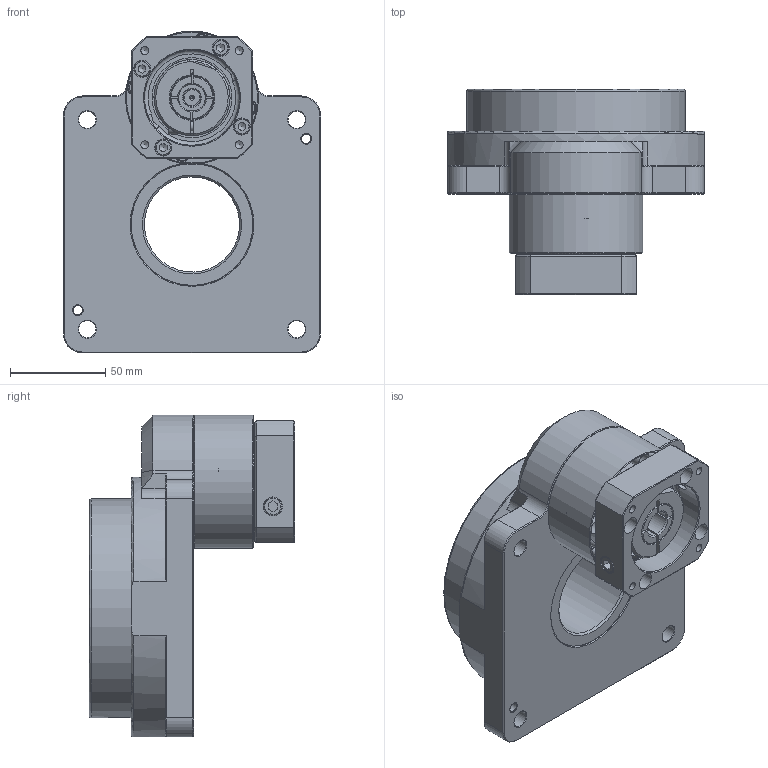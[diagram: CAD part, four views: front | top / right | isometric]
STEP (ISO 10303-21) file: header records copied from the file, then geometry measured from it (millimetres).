
FILE_DESCRIPTION((''),'2;1');
FILE_NAME('KGT-135B-1 (S14).stp','2016-10-19T13:16:37',('Young'),(''),'Autodesk Inventor 2012','Autodesk Inventor 2012','');
FILE_SCHEMA(('AUTOMOTIVE_DESIGN { 1 0 10303 214 1 1 1 1 }'));
Length unit declared in the file: millimetre
Products named in the file (4): 조립품13; KGT-135B-1 (S14); 62-BK(HF-KP43); BS 4168 : 부품 1 6각 소켓 머리 캡 나사 - 미터 M5 x 16
Assembly tree (6 placements, depth 2):
  조립품13
    KGT-135B-1 (S14)
    62-BK(HF-KP43)
    BS 4168 : 부품 1 6각 소켓 머리 캡 나사 - 미터 M5 x 16  x4
Bounding box: 135 x 108 x 169.1 mm (x, y, z)
Volume: 623891 mm3; surface area: 215649.7 mm2
Topology: 23 solids, 23 shells, 622 faces, 1404 edges, 875 vertices
Faces by surface type: plane 275, cone 164, cylinder 154, torus 27, bspline 2
Full cylindrical faces by diameter (mm): 1.5 x2, 2.459 x4, 3.3 x4, 4 x4, 4.2 x21, 4.5 x4, 5 x10, 5.5 x5, 7 x4, 8 x4, 8.5 x6, 9 x11, 9.1 x1, 9.5 x2, 14 x1, 15 x1, 18.7 x1, 20 x2, 24 x1, 24.5 x1, 24.8 x1, 25 x1, 31 x1, 37 x3, 40 x2, 42 x3, 44.6 x1, 50 x4, 57 x1, 59.8 x1
Entity records: 14987 total; most frequent: CARTESIAN_POINT 3065, DIRECTION 2589, ORIENTED_EDGE 1956, AXIS2_PLACEMENT_3D 1108, EDGE_CURVE 978, EDGE_LOOP 924, VERTEX_POINT 732, FACE_OUTER_BOUND 577
